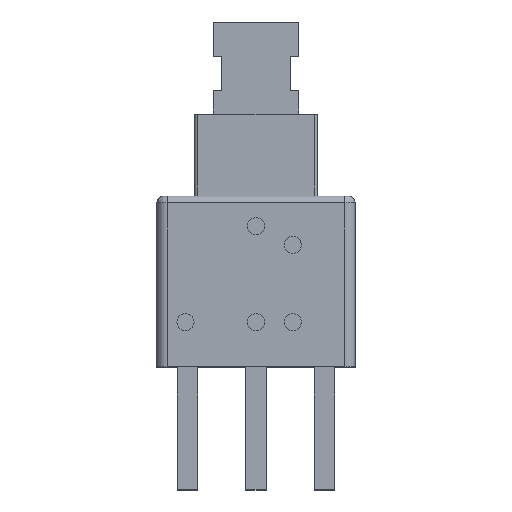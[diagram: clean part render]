
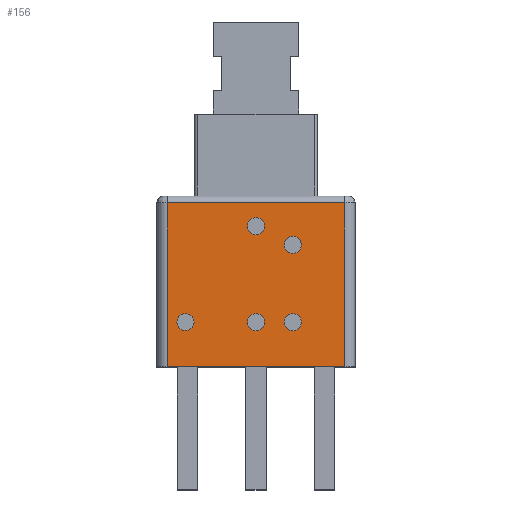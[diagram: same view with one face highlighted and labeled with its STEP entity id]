
A CAD part, top view. The second image highlights one B-rep face of the part: STEP entity #156.
In plain terms, the highlighted planar face has unit normal (0, 0, 1).
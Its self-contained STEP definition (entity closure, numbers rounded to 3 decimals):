
#156=ADVANCED_FACE('',(#898,#899,#900,#901,#902,#903),#904,.T.);
#898=FACE_OUTER_BOUND('',#2201,.T.);
#899=FACE_BOUND('',#2202,.T.);
#900=FACE_BOUND('',#2203,.T.);
#901=FACE_BOUND('',#2204,.T.);
#902=FACE_BOUND('',#2205,.T.);
#903=FACE_BOUND('',#2206,.T.);
#904=PLANE('',#2207);
#2201=EDGE_LOOP('',(#4495,#4496,#4497,#4498));
#2202=EDGE_LOOP('',(#4499,#4500));
#2203=EDGE_LOOP('',(#4501,#4502));
#2204=EDGE_LOOP('',(#4503,#4504));
#2205=EDGE_LOOP('',(#4505,#4506));
#2206=EDGE_LOOP('',(#4507,#4508));
#2207=AXIS2_PLACEMENT_3D('',#4509,#4510,#4511);
#4495=ORIENTED_EDGE('',*,*,#8988,.T.);
#4496=ORIENTED_EDGE('',*,*,#8292,.T.);
#4497=ORIENTED_EDGE('',*,*,#8883,.F.);
#4498=ORIENTED_EDGE('',*,*,#8879,.F.);
#4499=ORIENTED_EDGE('',*,*,#8989,.F.);
#4500=ORIENTED_EDGE('',*,*,#8990,.F.);
#4501=ORIENTED_EDGE('',*,*,#8991,.F.);
#4502=ORIENTED_EDGE('',*,*,#8992,.F.);
#4503=ORIENTED_EDGE('',*,*,#8993,.F.);
#4504=ORIENTED_EDGE('',*,*,#8994,.F.);
#4505=ORIENTED_EDGE('',*,*,#8995,.F.);
#4506=ORIENTED_EDGE('',*,*,#8996,.F.);
#4507=ORIENTED_EDGE('',*,*,#8997,.F.);
#4508=ORIENTED_EDGE('',*,*,#8998,.F.);
#4509=CARTESIAN_POINT('',(-2.9,0.0,2.9));
#4510=DIRECTION('',(0.0,0.0,1.0));
#4511=DIRECTION('',(1.0,0.0,0.0));
#8292=EDGE_CURVE('',#9956,#9954,#9957,.T.);
#8879=EDGE_CURVE('',#11074,#11076,#11077,.T.);
#8883=EDGE_CURVE('',#11076,#9954,#11082,.T.);
#8988=EDGE_CURVE('',#11074,#9956,#11252,.T.);
#8989=EDGE_CURVE('',#11253,#11254,#11255,.T.);
#8990=EDGE_CURVE('',#11254,#11253,#11256,.T.);
#8991=EDGE_CURVE('',#11257,#11258,#11259,.T.);
#8992=EDGE_CURVE('',#11258,#11257,#11260,.T.);
#8993=EDGE_CURVE('',#11261,#11262,#11263,.T.);
#8994=EDGE_CURVE('',#11262,#11261,#11264,.T.);
#8995=EDGE_CURVE('',#11265,#11266,#11267,.T.);
#8996=EDGE_CURVE('',#11266,#11265,#11268,.T.);
#8997=EDGE_CURVE('',#11269,#11270,#11271,.T.);
#8998=EDGE_CURVE('',#11270,#11269,#11272,.T.);
#9954=VERTEX_POINT('',#12702);
#9956=VERTEX_POINT('',#12704);
#9957=LINE('',#12705,#12706);
#11074=VERTEX_POINT('',#14387);
#11076=VERTEX_POINT('',#14389);
#11077=LINE('',#14390,#14391);
#11082=LINE('',#14396,#14397);
#11252=LINE('',#14645,#14646);
#11253=VERTEX_POINT('',#14647);
#11254=VERTEX_POINT('',#14648);
#11255=CIRCLE('',#14649,0.25);
#11256=CIRCLE('',#14650,0.25);
#11257=VERTEX_POINT('',#14651);
#11258=VERTEX_POINT('',#14652);
#11259=CIRCLE('',#14653,0.25);
#11260=CIRCLE('',#14654,0.25);
#11261=VERTEX_POINT('',#14655);
#11262=VERTEX_POINT('',#14656);
#11263=CIRCLE('',#14657,0.25);
#11264=CIRCLE('',#14658,0.25);
#11265=VERTEX_POINT('',#14659);
#11266=VERTEX_POINT('',#14660);
#11267=CIRCLE('',#14661,0.25);
#11268=CIRCLE('',#14662,0.25);
#11269=VERTEX_POINT('',#14663);
#11270=VERTEX_POINT('',#14664);
#11271=CIRCLE('',#14665,0.25);
#11272=CIRCLE('',#14666,0.25);
#12702=CARTESIAN_POINT('',(2.6,0.0,2.9));
#12704=CARTESIAN_POINT('',(-2.6,0.0,2.9));
#12705=CARTESIAN_POINT('',(-2.6,0.0,2.9));
#12706=VECTOR('',#16978,5.2);
#14387=CARTESIAN_POINT('',(-2.6,4.8,2.9));
#14389=CARTESIAN_POINT('',(2.6,4.8,2.9));
#14390=CARTESIAN_POINT('',(-2.6,4.8,2.9));
#14391=VECTOR('',#17609,5.2);
#14396=CARTESIAN_POINT('',(2.6,4.8,2.9));
#14397=VECTOR('',#17619,4.8);
#14645=CARTESIAN_POINT('',(-2.6,4.8,2.9));
#14646=VECTOR('',#17776,4.8);
#14647=CARTESIAN_POINT('',(-0.25,4.12,2.9));
#14648=CARTESIAN_POINT('',(0.25,4.12,2.9));
#14649=AXIS2_PLACEMENT_3D('',#17777,#17778,#17779);
#14650=AXIS2_PLACEMENT_3D('',#17780,#17781,#17782);
#14651=CARTESIAN_POINT('',(-0.25,1.31,2.9));
#14652=CARTESIAN_POINT('',(0.25,1.31,2.9));
#14653=AXIS2_PLACEMENT_3D('',#17783,#17784,#17785);
#14654=AXIS2_PLACEMENT_3D('',#17786,#17787,#17788);
#14655=CARTESIAN_POINT('',(0.831,3.568,2.9));
#14656=CARTESIAN_POINT('',(1.331,3.568,2.9));
#14657=AXIS2_PLACEMENT_3D('',#17789,#17790,#17791);
#14658=AXIS2_PLACEMENT_3D('',#17792,#17793,#17794);
#14659=CARTESIAN_POINT('',(0.831,1.31,2.9));
#14660=CARTESIAN_POINT('',(1.331,1.31,2.9));
#14661=AXIS2_PLACEMENT_3D('',#17795,#17796,#17797);
#14662=AXIS2_PLACEMENT_3D('',#17798,#17799,#17800);
#14663=CARTESIAN_POINT('',(-2.315,1.31,2.9));
#14664=CARTESIAN_POINT('',(-1.815,1.31,2.9));
#14665=AXIS2_PLACEMENT_3D('',#17801,#17802,#17803);
#14666=AXIS2_PLACEMENT_3D('',#17804,#17805,#17806);
#16978=DIRECTION('',(1.0,0.0,0.0));
#17609=DIRECTION('',(1.0,0.0,0.0));
#17619=DIRECTION('',(0.,-1.0,0.0));
#17776=DIRECTION('',(0.,-1.0,0.0));
#17777=CARTESIAN_POINT('',(0.0,4.12,2.9));
#17778=DIRECTION('',(0.0,0.0,1.0));
#17779=DIRECTION('',(-1.0,0.0,0.0));
#17780=CARTESIAN_POINT('',(0.0,4.12,2.9));
#17781=DIRECTION('',(0.0,0.0,1.0));
#17782=DIRECTION('',(1.0,0.0,0.0));
#17783=CARTESIAN_POINT('',(0.0,1.31,2.9));
#17784=DIRECTION('',(0.0,0.0,1.0));
#17785=DIRECTION('',(-1.0,0.0,0.0));
#17786=CARTESIAN_POINT('',(0.0,1.31,2.9));
#17787=DIRECTION('',(0.0,0.0,1.0));
#17788=DIRECTION('',(1.0,0.0,0.0));
#17789=CARTESIAN_POINT('',(1.081,3.568,2.9));
#17790=DIRECTION('',(0.0,0.0,1.0));
#17791=DIRECTION('',(-1.0,0.0,0.0));
#17792=CARTESIAN_POINT('',(1.081,3.568,2.9));
#17793=DIRECTION('',(0.0,0.0,1.0));
#17794=DIRECTION('',(1.0,0.0,0.0));
#17795=CARTESIAN_POINT('',(1.081,1.31,2.9));
#17796=DIRECTION('',(0.0,0.0,1.0));
#17797=DIRECTION('',(-1.0,0.0,0.0));
#17798=CARTESIAN_POINT('',(1.081,1.31,2.9));
#17799=DIRECTION('',(0.0,0.0,1.0));
#17800=DIRECTION('',(1.0,0.0,0.0));
#17801=CARTESIAN_POINT('',(-2.065,1.31,2.9));
#17802=DIRECTION('',(0.0,0.0,1.0));
#17803=DIRECTION('',(-1.0,0.0,0.0));
#17804=CARTESIAN_POINT('',(-2.065,1.31,2.9));
#17805=DIRECTION('',(0.0,0.0,1.0));
#17806=DIRECTION('',(1.0,0.0,0.0));
